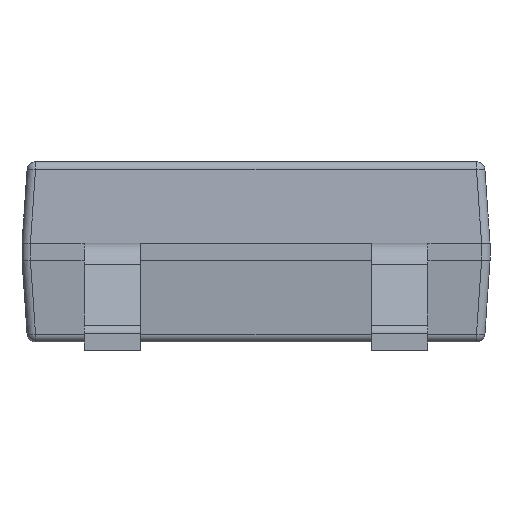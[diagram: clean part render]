
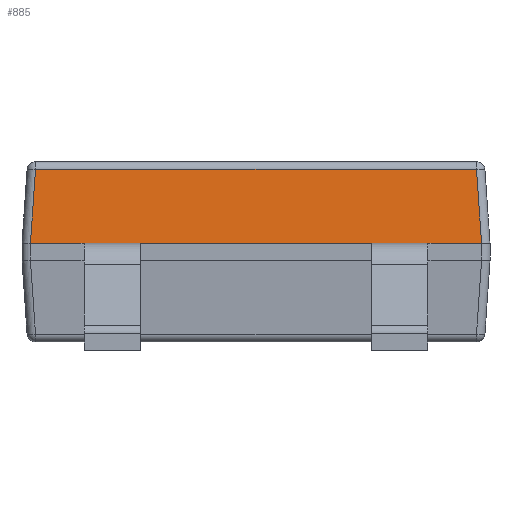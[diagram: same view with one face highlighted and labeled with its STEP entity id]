
A CAD part, front view. The second image highlights one B-rep face of the part: STEP entity #885.
In plain terms, the highlighted planar face has unit normal (0, -0.998, 0.069).
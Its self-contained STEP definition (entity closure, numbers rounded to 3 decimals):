
#171 = PLANE ( 'NONE',  #5785 ) ;
#246 = VECTOR ( 'NONE', #13525, 1000. ) ;
#268 = ORIENTED_EDGE ( 'NONE', *, *, #14928, .T. ) ;
#565 = CARTESIAN_POINT ( 'NONE',  ( 3.05, -3.2, 1.85 ) ) ;
#574 = VERTEX_POINT ( 'NONE', #15527 ) ;
#842 = ORIENTED_EDGE ( 'NONE', *, *, #15790, .F. ) ;
#885 = ADVANCED_FACE ( 'NONE', ( #13646 ), #171, .T. ) ;
#896 = VERTEX_POINT ( 'NONE', #3805 ) ;
#1508 = DIRECTION ( 'NONE',  ( -0.069, 0.069, 0.995 ) ) ;
#1540 = ORIENTED_EDGE ( 'NONE', *, *, #9562, .F. ) ;
#1749 = CARTESIAN_POINT ( 'NONE',  ( -4., -3.2, 1.85 ) ) ;
#2401 = LINE ( 'NONE', #3924, #9169 ) ;
#2583 = ORIENTED_EDGE ( 'NONE', *, *, #7960, .F. ) ;
#2808 = VECTOR ( 'NONE', #4517, 1000. ) ;
#2987 = VERTEX_POINT ( 'NONE', #10775 ) ;
#3441 = DIRECTION ( 'NONE',  ( 1., 0., 0. ) ) ;
#3491 = ORIENTED_EDGE ( 'NONE', *, *, #11304, .F. ) ;
#3675 = VECTOR ( 'NONE', #4202, 1000. ) ;
#3805 = CARTESIAN_POINT ( 'NONE',  ( 3.91, -3.11, 3.16 ) ) ;
#3924 = CARTESIAN_POINT ( 'NONE',  ( 3.882, -3.082, 3.566 ) ) ;
#3933 = DIRECTION ( 'NONE',  ( -1., 0., 0. ) ) ;
#4010 = VERTEX_POINT ( 'NONE', #10268 ) ;
#4106 = CARTESIAN_POINT ( 'NONE',  ( 0., -3.11, 3.16 ) ) ;
#4143 = VECTOR ( 'NONE', #3933, 1000. ) ;
#4202 = DIRECTION ( 'NONE',  ( -1., 0., 0. ) ) ;
#4283 = LINE ( 'NONE', #10499, #2808 ) ;
#4517 = DIRECTION ( 'NONE',  ( -1., 0., 0. ) ) ;
#4847 = ORIENTED_EDGE ( 'NONE', *, *, #9806, .F. ) ;
#4992 = LINE ( 'NONE', #8889, #246 ) ;
#5114 = DIRECTION ( 'NONE',  ( -1., 0., 0. ) ) ;
#5201 = DIRECTION ( 'NONE',  ( -1., 0., 0. ) ) ;
#5354 = CARTESIAN_POINT ( 'NONE',  ( -3.05, -3.2, 1.85 ) ) ;
#5416 = CARTESIAN_POINT ( 'NONE',  ( -4.15, -3.2, 1.85 ) ) ;
#5468 = LINE ( 'NONE', #4106, #4143 ) ;
#5710 = LINE ( 'NONE', #14311, #14598 ) ;
#5785 = AXIS2_PLACEMENT_3D ( 'NONE', #14841, #8772, #5114 ) ;
#5943 = CARTESIAN_POINT ( 'NONE',  ( 4., -3.2, 1.85 ) ) ;
#6004 = VERTEX_POINT ( 'NONE', #5354 ) ;
#6031 = CARTESIAN_POINT ( 'NONE',  ( -3.05, -3.2, 1.85 ) ) ;
#6193 = LINE ( 'NONE', #6031, #10595 ) ;
#6793 = DIRECTION ( 'NONE',  ( -0.069, -0.069, -0.995 ) ) ;
#7051 = LINE ( 'NONE', #15605, #10716 ) ;
#7192 = VECTOR ( 'NONE', #6793, 1000. ) ;
#7209 = CARTESIAN_POINT ( 'NONE',  ( 4., -3.2, 1.85 ) ) ;
#7563 = ORIENTED_EDGE ( 'NONE', *, *, #13843, .T. ) ;
#7684 = ORIENTED_EDGE ( 'NONE', *, *, #13910, .F. ) ;
#7960 = EDGE_CURVE ( 'NONE', #11707, #4010, #15396, .T. ) ;
#8051 = VERTEX_POINT ( 'NONE', #7209 ) ;
#8772 = DIRECTION ( 'NONE',  ( 0., -0.998, 0.069 ) ) ;
#8889 = CARTESIAN_POINT ( 'NONE',  ( -4.15, -3.2, 1.85 ) ) ;
#9089 = LINE ( 'NONE', #11271, #10557 ) ;
#9120 = DIRECTION ( 'NONE',  ( -1., 0., 0. ) ) ;
#9169 = VECTOR ( 'NONE', #1508, 1000. ) ;
#9506 = DIRECTION ( 'NONE',  ( -1., 0., 0. ) ) ;
#9562 = EDGE_CURVE ( 'NONE', #8051, #14767, #4283, .T. ) ;
#9806 = EDGE_CURVE ( 'NONE', #6004, #2987, #7051, .T. ) ;
#10268 = CARTESIAN_POINT ( 'NONE',  ( -2.05, -3.2, 1.85 ) ) ;
#10499 = CARTESIAN_POINT ( 'NONE',  ( -4.15, -3.2, 1.85 ) ) ;
#10557 = VECTOR ( 'NONE', #5201, 1000. ) ;
#10586 = EDGE_CURVE ( 'NONE', #8051, #896, #2401, .T. ) ;
#10595 = VECTOR ( 'NONE', #3441, 1000. ) ;
#10716 = VECTOR ( 'NONE', #9506, 1000. ) ;
#10763 = EDGE_LOOP ( 'NONE', ( #7563, #268, #3491, #4847, #12617, #2583, #7684, #842, #1540, #13410 ) ) ;
#10775 = CARTESIAN_POINT ( 'NONE',  ( -4., -3.2, 1.85 ) ) ;
#11271 = CARTESIAN_POINT ( 'NONE',  ( -4.15, -3.2, 1.85 ) ) ;
#11304 = EDGE_CURVE ( 'NONE', #2987, #15194, #4992, .T. ) ;
#11707 = VERTEX_POINT ( 'NONE', #14436 ) ;
#11918 = CARTESIAN_POINT ( 'NONE',  ( -3.882, -3.082, 3.566 ) ) ;
#12617 = ORIENTED_EDGE ( 'NONE', *, *, #12831, .T. ) ;
#12831 = EDGE_CURVE ( 'NONE', #6004, #4010, #6193, .T. ) ;
#13203 = VERTEX_POINT ( 'NONE', #565 ) ;
#13410 = ORIENTED_EDGE ( 'NONE', *, *, #10586, .T. ) ;
#13525 = DIRECTION ( 'NONE',  ( -1., 0., 0. ) ) ;
#13646 = FACE_OUTER_BOUND ( 'NONE', #10763, .T. ) ;
#13843 = EDGE_CURVE ( 'NONE', #896, #574, #5468, .T. ) ;
#13910 = EDGE_CURVE ( 'NONE', #13203, #11707, #5710, .T. ) ;
#14147 = LINE ( 'NONE', #11918, #7192 ) ;
#14311 = CARTESIAN_POINT ( 'NONE',  ( 3.05, -3.2, 1.85 ) ) ;
#14436 = CARTESIAN_POINT ( 'NONE',  ( 2.05, -3.2, 1.85 ) ) ;
#14598 = VECTOR ( 'NONE', #9120, 1000. ) ;
#14767 = VERTEX_POINT ( 'NONE', #5943 ) ;
#14841 = CARTESIAN_POINT ( 'NONE',  ( 0., -3.1, 3.3 ) ) ;
#14928 = EDGE_CURVE ( 'NONE', #574, #15194, #14147, .T. ) ;
#15194 = VERTEX_POINT ( 'NONE', #1749 ) ;
#15396 = LINE ( 'NONE', #5416, #3675 ) ;
#15527 = CARTESIAN_POINT ( 'NONE',  ( -3.91, -3.11, 3.16 ) ) ;
#15605 = CARTESIAN_POINT ( 'NONE',  ( -4.15, -3.2, 1.85 ) ) ;
#15790 = EDGE_CURVE ( 'NONE', #14767, #13203, #9089, .T. ) ;
